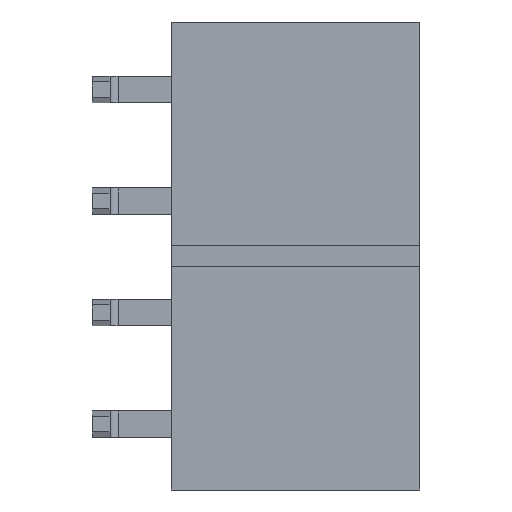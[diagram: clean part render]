
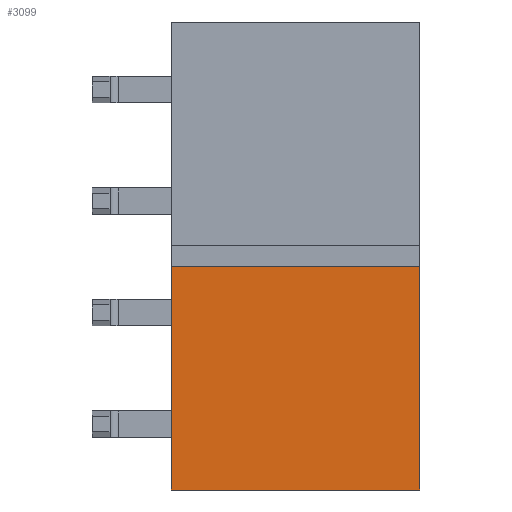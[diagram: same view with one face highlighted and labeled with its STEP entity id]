
A CAD part, front view. The second image highlights one B-rep face of the part: STEP entity #3099.
In plain terms, the highlighted planar face has unit normal (0, -1, 0).
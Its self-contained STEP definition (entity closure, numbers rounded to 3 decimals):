
#1591 = PLANE('',#1592);
#1592 = AXIS2_PLACEMENT_3D('',#1593,#1594,#1595);
#1593 = CARTESIAN_POINT('',(-5.65,0.,3.259));
#1594 = DIRECTION('',(0.,0.,1.));
#1595 = DIRECTION('',(0.,1.,0.));
#1867 = PLANE('',#1868);
#1868 = AXIS2_PLACEMENT_3D('',#1869,#1870,#1871);
#1869 = CARTESIAN_POINT('',(0.,0.,
    3.259));
#1870 = DIRECTION('',(-1.,0.,0.));
#1871 = DIRECTION('',(0.,0.,-1.));
#2138 = VERTEX_POINT('',#2139);
#2139 = CARTESIAN_POINT('',(0.,-2.5,3.259));
#2160 = EDGE_CURVE('',#2138,#2161,#2163,.T.);
#2161 = VERTEX_POINT('',#2162);
#2162 = CARTESIAN_POINT('',(-5.65,-2.5,3.259));
#2163 = SURFACE_CURVE('',#2164,(#2168,#2175),.PCURVE_S1.);
#2164 = LINE('',#2165,#2166);
#2165 = CARTESIAN_POINT('',(0.,-2.5,3.259));
#2166 = VECTOR('',#2167,1.);
#2167 = DIRECTION('',(-1.,0.,0.));
#2168 = PCURVE('',#1591,#2169);
#2169 = DEFINITIONAL_REPRESENTATION('',(#2170),#2174);
#2170 = LINE('',#2171,#2172);
#2171 = CARTESIAN_POINT('',(-2.5,-5.65));
#2172 = VECTOR('',#2173,1.);
#2173 = DIRECTION('',(0.,1.));
#2174 = ( GEOMETRIC_REPRESENTATION_CONTEXT(2) 
PARAMETRIC_REPRESENTATION_CONTEXT() REPRESENTATION_CONTEXT('2D SPACE',''
  ) );
#2175 = PCURVE('',#2176,#2181);
#2176 = PLANE('',#2177);
#2177 = AXIS2_PLACEMENT_3D('',#2178,#2179,#2180);
#2178 = CARTESIAN_POINT('',(0.,-2.5,3.259));
#2179 = DIRECTION('',(0.,1.,0.));
#2180 = DIRECTION('',(1.,0.,0.));
#2181 = DEFINITIONAL_REPRESENTATION('',(#2182),#2186);
#2182 = LINE('',#2183,#2184);
#2183 = CARTESIAN_POINT('',(0.,0.));
#2184 = VECTOR('',#2185,1.);
#2185 = DIRECTION('',(-1.,0.));
#2186 = ( GEOMETRIC_REPRESENTATION_CONTEXT(2) 
PARAMETRIC_REPRESENTATION_CONTEXT() REPRESENTATION_CONTEXT('2D SPACE',''
  ) );
#2202 = PLANE('',#2203);
#2203 = AXIS2_PLACEMENT_3D('',#2204,#2205,#2206);
#2204 = CARTESIAN_POINT('',(-5.65,0.,3.259));
#2205 = DIRECTION('',(1.,0.,0.));
#2206 = DIRECTION('',(0.,0.,1.));
#2817 = VERTEX_POINT('',#2818);
#2818 = CARTESIAN_POINT('',(0.,-2.5,8.339));
#2866 = EDGE_CURVE('',#2138,#2817,#2867,.T.);
#2867 = SURFACE_CURVE('',#2868,(#2872,#2879),.PCURVE_S1.);
#2868 = LINE('',#2869,#2870);
#2869 = CARTESIAN_POINT('',(0.,-2.5,3.259));
#2870 = VECTOR('',#2871,1.);
#2871 = DIRECTION('',(0.,0.,1.));
#2872 = PCURVE('',#1867,#2873);
#2873 = DEFINITIONAL_REPRESENTATION('',(#2874),#2878);
#2874 = LINE('',#2875,#2876);
#2875 = CARTESIAN_POINT('',(0.,2.5));
#2876 = VECTOR('',#2877,1.);
#2877 = DIRECTION('',(-1.,0.));
#2878 = ( GEOMETRIC_REPRESENTATION_CONTEXT(2) 
PARAMETRIC_REPRESENTATION_CONTEXT() REPRESENTATION_CONTEXT('2D SPACE',''
  ) );
#2879 = PCURVE('',#2176,#2880);
#2880 = DEFINITIONAL_REPRESENTATION('',(#2881),#2885);
#2881 = LINE('',#2882,#2883);
#2882 = CARTESIAN_POINT('',(0.,0.));
#2883 = VECTOR('',#2884,1.);
#2884 = DIRECTION('',(0.,-1.));
#2885 = ( GEOMETRIC_REPRESENTATION_CONTEXT(2) 
PARAMETRIC_REPRESENTATION_CONTEXT() REPRESENTATION_CONTEXT('2D SPACE',''
  ) );
#3099 = ADVANCED_FACE('',(#3100),#2176,.F.);
#3100 = FACE_BOUND('',#3101,.F.);
#3101 = EDGE_LOOP('',(#3102,#3130,#3131,#3132));
#3102 = ORIENTED_EDGE('',*,*,#3103,.F.);
#3103 = EDGE_CURVE('',#2817,#3104,#3106,.T.);
#3104 = VERTEX_POINT('',#3105);
#3105 = CARTESIAN_POINT('',(-5.65,-2.5,8.339));
#3106 = SURFACE_CURVE('',#3107,(#3111,#3118),.PCURVE_S1.);
#3107 = LINE('',#3108,#3109);
#3108 = CARTESIAN_POINT('',(0.,-2.5,8.339));
#3109 = VECTOR('',#3110,1.);
#3110 = DIRECTION('',(-1.,0.,0.));
#3111 = PCURVE('',#2176,#3112);
#3112 = DEFINITIONAL_REPRESENTATION('',(#3113),#3117);
#3113 = LINE('',#3114,#3115);
#3114 = CARTESIAN_POINT('',(0.,-5.08));
#3115 = VECTOR('',#3116,1.);
#3116 = DIRECTION('',(-1.,0.));
#3117 = ( GEOMETRIC_REPRESENTATION_CONTEXT(2) 
PARAMETRIC_REPRESENTATION_CONTEXT() REPRESENTATION_CONTEXT('2D SPACE',''
  ) );
#3118 = PCURVE('',#3119,#3124);
#3119 = PLANE('',#3120);
#3120 = AXIS2_PLACEMENT_3D('',#3121,#3122,#3123);
#3121 = CARTESIAN_POINT('',(0.,-2.5,3.259));
#3122 = DIRECTION('',(0.,1.,0.));
#3123 = DIRECTION('',(1.,0.,0.));
#3124 = DEFINITIONAL_REPRESENTATION('',(#3125),#3129);
#3125 = LINE('',#3126,#3127);
#3126 = CARTESIAN_POINT('',(0.,-5.08));
#3127 = VECTOR('',#3128,1.);
#3128 = DIRECTION('',(-1.,0.));
#3129 = ( GEOMETRIC_REPRESENTATION_CONTEXT(2) 
PARAMETRIC_REPRESENTATION_CONTEXT() REPRESENTATION_CONTEXT('2D SPACE',''
  ) );
#3130 = ORIENTED_EDGE('',*,*,#2866,.F.);
#3131 = ORIENTED_EDGE('',*,*,#2160,.T.);
#3132 = ORIENTED_EDGE('',*,*,#3133,.T.);
#3133 = EDGE_CURVE('',#2161,#3104,#3134,.T.);
#3134 = SURFACE_CURVE('',#3135,(#3139,#3146),.PCURVE_S1.);
#3135 = LINE('',#3136,#3137);
#3136 = CARTESIAN_POINT('',(-5.65,-2.5,3.259));
#3137 = VECTOR('',#3138,1.);
#3138 = DIRECTION('',(0.,0.,1.));
#3139 = PCURVE('',#2176,#3140);
#3140 = DEFINITIONAL_REPRESENTATION('',(#3141),#3145);
#3141 = LINE('',#3142,#3143);
#3142 = CARTESIAN_POINT('',(-5.65,0.));
#3143 = VECTOR('',#3144,1.);
#3144 = DIRECTION('',(0.,-1.));
#3145 = ( GEOMETRIC_REPRESENTATION_CONTEXT(2) 
PARAMETRIC_REPRESENTATION_CONTEXT() REPRESENTATION_CONTEXT('2D SPACE',''
  ) );
#3146 = PCURVE('',#2202,#3147);
#3147 = DEFINITIONAL_REPRESENTATION('',(#3148),#3152);
#3148 = LINE('',#3149,#3150);
#3149 = CARTESIAN_POINT('',(0.,2.5));
#3150 = VECTOR('',#3151,1.);
#3151 = DIRECTION('',(1.,0.));
#3152 = ( GEOMETRIC_REPRESENTATION_CONTEXT(2) 
PARAMETRIC_REPRESENTATION_CONTEXT() REPRESENTATION_CONTEXT('2D SPACE',''
  ) );
